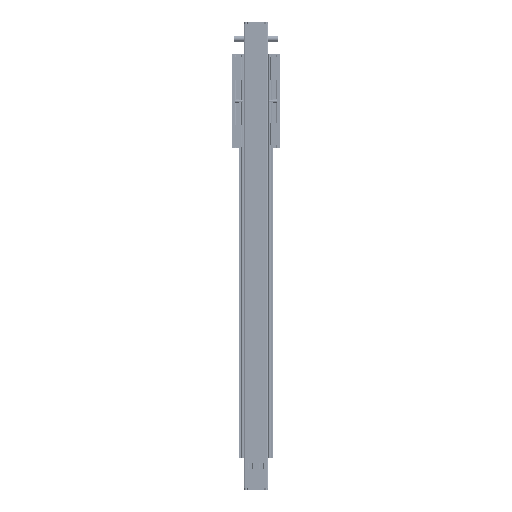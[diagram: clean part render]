
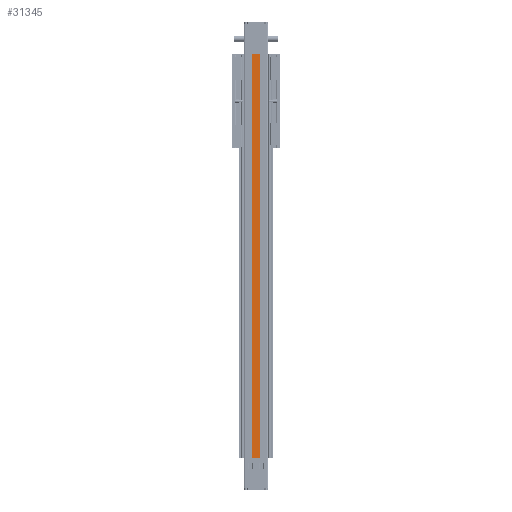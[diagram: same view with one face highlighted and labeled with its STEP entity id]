
A CAD part, front view. The second image highlights one B-rep face of the part: STEP entity #31345.
In plain terms, the highlighted planar face has unit normal (0, -1, 0).
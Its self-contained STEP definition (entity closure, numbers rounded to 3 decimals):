
#2822 = EDGE_CURVE ( 'NONE', #89866, #11393, #138689, .T. ) ;
#4290 = DIRECTION ( 'NONE',  ( 0., 0., 1. ) ) ;
#4974 = FACE_OUTER_BOUND ( 'NONE', #31918, .T. ) ;
#6428 = CARTESIAN_POINT ( 'NONE',  ( -13.75, -40., 3500. ) ) ;
#10579 = CARTESIAN_POINT ( 'NONE',  ( 13.75, -40., 652. ) ) ;
#11393 = VERTEX_POINT ( 'NONE', #10579 ) ;
#14481 = VERTEX_POINT ( 'NONE', #140742 ) ;
#19003 = ORIENTED_EDGE ( 'NONE', *, *, #135478, .F. ) ;
#31345 = ADVANCED_FACE ( 'NONE', ( #4974 ), #105906, .F. ) ;
#31918 = EDGE_LOOP ( 'NONE', ( #102669, #19003, #91291, #107718 ) ) ;
#45414 = CARTESIAN_POINT ( 'NONE',  ( -40., -40., -652. ) ) ;
#47317 = LINE ( 'NONE', #71981, #117657 ) ;
#55605 = LINE ( 'NONE', #45414, #112241 ) ;
#61692 = CARTESIAN_POINT ( 'NONE',  ( 13.75, -40., 3500. ) ) ;
#67735 = LINE ( 'NONE', #124322, #123360 ) ;
#71981 = CARTESIAN_POINT ( 'NONE',  ( -40., -40., 652. ) ) ;
#77385 = EDGE_CURVE ( 'NONE', #138037, #11393, #47317, .T. ) ;
#84885 = DIRECTION ( 'NONE',  ( 0., 1., 0. ) ) ;
#89866 = VERTEX_POINT ( 'NONE', #139802 ) ;
#91291 = ORIENTED_EDGE ( 'NONE', *, *, #2822, .T. ) ;
#98377 = VECTOR ( 'NONE', #127098, 1000. ) ;
#99004 = AXIS2_PLACEMENT_3D ( 'NONE', #6428, #84885, #4290 ) ;
#101132 = DIRECTION ( 'NONE',  ( 0., 0., 1. ) ) ;
#102669 = ORIENTED_EDGE ( 'NONE', *, *, #120492, .F. ) ;
#105906 = PLANE ( 'NONE',  #99004 ) ;
#107718 = ORIENTED_EDGE ( 'NONE', *, *, #77385, .F. ) ;
#112226 = DIRECTION ( 'NONE',  ( -1., 0., 0. ) ) ;
#112241 = VECTOR ( 'NONE', #112226, 1000. ) ;
#116232 = DIRECTION ( 'NONE',  ( 1., 0., 0. ) ) ;
#117657 = VECTOR ( 'NONE', #116232, 1000. ) ;
#120492 = EDGE_CURVE ( 'NONE', #14481, #138037, #67735, .T. ) ;
#123360 = VECTOR ( 'NONE', #101132, 1000. ) ;
#124322 = CARTESIAN_POINT ( 'NONE',  ( -13.75, -40., 3500. ) ) ;
#127098 = DIRECTION ( 'NONE',  ( 0., 0., 1. ) ) ;
#133949 = CARTESIAN_POINT ( 'NONE',  ( -13.75, -40., 652. ) ) ;
#135478 = EDGE_CURVE ( 'NONE', #89866, #14481, #55605, .T. ) ;
#138037 = VERTEX_POINT ( 'NONE', #133949 ) ;
#138689 = LINE ( 'NONE', #61692, #98377 ) ;
#139802 = CARTESIAN_POINT ( 'NONE',  ( 13.75, -40., -652. ) ) ;
#140742 = CARTESIAN_POINT ( 'NONE',  ( -13.75, -40., -652. ) ) ;
